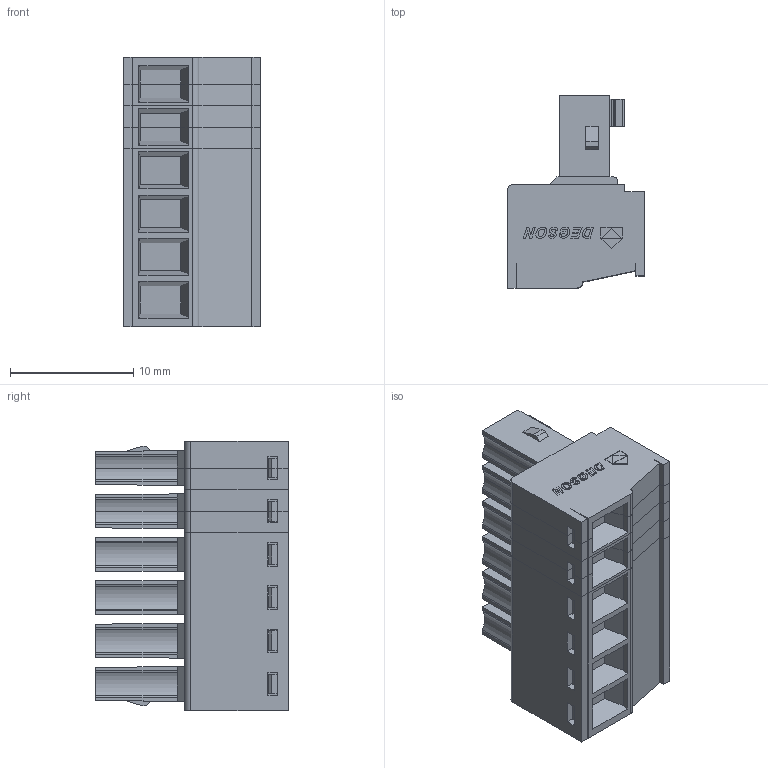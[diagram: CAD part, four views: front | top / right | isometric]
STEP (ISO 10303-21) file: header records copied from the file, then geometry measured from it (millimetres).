
FILE_DESCRIPTION((''),'2;1');
FILE_NAME('15EDGK-3_5-05P-1Y-00AH','2020-06-02T',('Administrator'),(''),'CREO PARAMETRIC BY PTC INC, 2015200','CREO PARAMETRIC BY PTC INC, 2015200','');
FILE_SCHEMA(('AUTOMOTIVE_DESIGN { 1 0 10303 214 1 1 1 1 }'));
Length unit declared in the file: millimetre
Products named in the file (1): 15EDGK-3_5-05P-1Y-00AH
Bounding box: 11.1 x 15.6 x 21.8 mm (x, y, z)
Volume: 2189.6 mm3; surface area: 3448.2 mm2
Topology: 1 solids, 6 shells, 1250 faces, 3440 edges, 2270 vertices
Faces by surface type: plane 1018, cylinder 166, torus 50, cone 16
Entity records: 39614 total; most frequent: CARTESIAN_POINT 7346, ORIENTED_EDGE 6880, DIRECTION 6323, EDGE_CURVE 3440, VECTOR 2913, LINE 2913, VERTEX_POINT 2270, AXIS2_PLACEMENT_3D 1705
